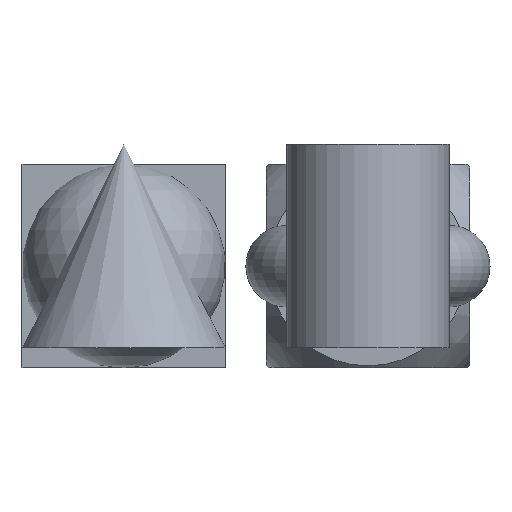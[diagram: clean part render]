
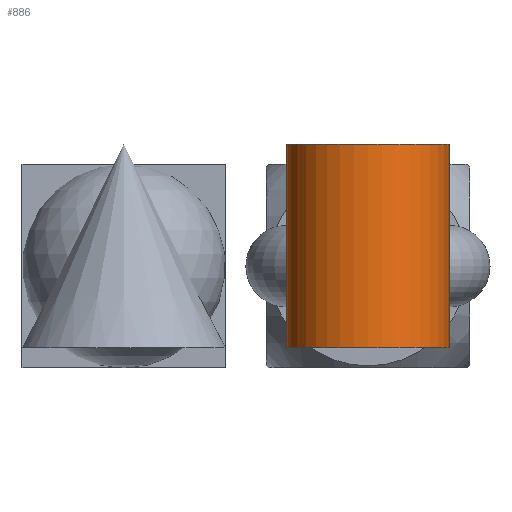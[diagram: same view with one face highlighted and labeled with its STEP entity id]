
A CAD part, left-side view. The second image highlights one B-rep face of the part: STEP entity #886.
In plain terms, the highlighted cylindrical face has radius 4 mm (diameter 8 mm), a full revolution.
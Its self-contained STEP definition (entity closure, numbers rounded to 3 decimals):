
#886 = ADVANCED_FACE('',(#887),#914,.T.);
#887 = FACE_BOUND('',#888,.T.);
#888 = EDGE_LOOP('',(#889,#898,#906,#913));
#889 = ORIENTED_EDGE('',*,*,#890,.F.);
#890 = EDGE_CURVE('',#891,#891,#893,.T.);
#891 = VERTEX_POINT('',#892);
#892 = CARTESIAN_POINT('',(-8.,-12.,6.));
#893 = CIRCLE('',#894,4.);
#894 = AXIS2_PLACEMENT_3D('',#895,#896,#897);
#895 = CARTESIAN_POINT('',(-12.,-12.,6.));
#896 = DIRECTION('',(0.,0.,1.));
#897 = DIRECTION('',(1.,0.,0.));
#898 = ORIENTED_EDGE('',*,*,#899,.F.);
#899 = EDGE_CURVE('',#900,#891,#902,.T.);
#900 = VERTEX_POINT('',#901);
#901 = CARTESIAN_POINT('',(-8.,-12.,-4.));
#902 = LINE('',#903,#904);
#903 = CARTESIAN_POINT('',(-8.,-12.,-4.));
#904 = VECTOR('',#905,1.);
#905 = DIRECTION('',(0.,0.,1.));
#906 = ORIENTED_EDGE('',*,*,#907,.T.);
#907 = EDGE_CURVE('',#900,#900,#908,.T.);
#908 = CIRCLE('',#909,4.);
#909 = AXIS2_PLACEMENT_3D('',#910,#911,#912);
#910 = CARTESIAN_POINT('',(-12.,-12.,-4.));
#911 = DIRECTION('',(0.,0.,1.));
#912 = DIRECTION('',(1.,0.,0.));
#913 = ORIENTED_EDGE('',*,*,#899,.T.);
#914 = CYLINDRICAL_SURFACE('',#915,4.);
#915 = AXIS2_PLACEMENT_3D('',#916,#917,#918);
#916 = CARTESIAN_POINT('',(-12.,-12.,-4.));
#917 = DIRECTION('',(0.,0.,1.));
#918 = DIRECTION('',(1.,0.,0.));
